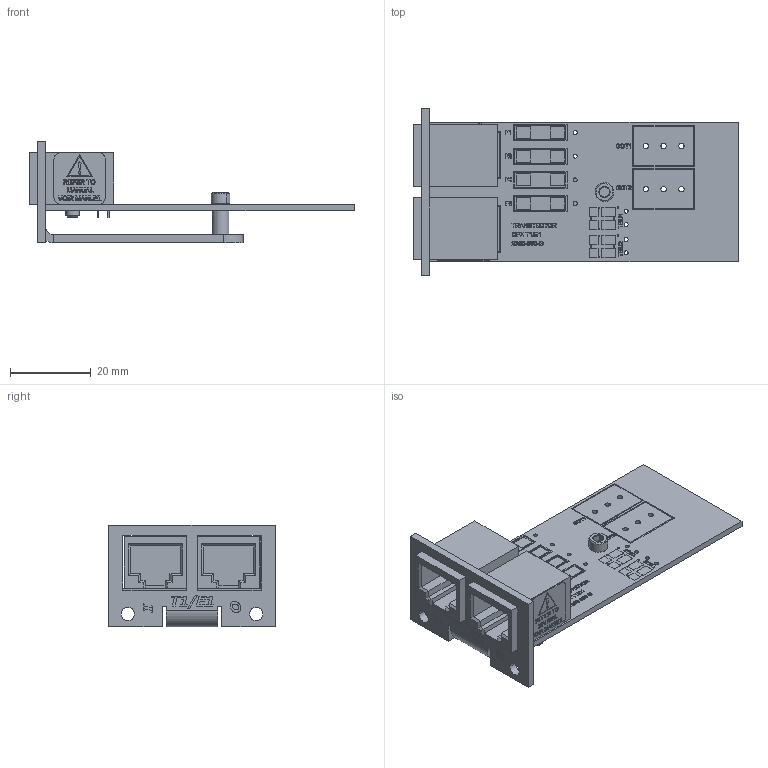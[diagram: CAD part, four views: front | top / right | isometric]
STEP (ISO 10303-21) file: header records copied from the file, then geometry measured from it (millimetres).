
FILE_DESCRIPTION (( 'STEP AP214' ), '1' );
FILE_NAME ('1000-1269-E.STEP', '2019-01-17T17:13:28', ( '' ), ( '' ), 'SwSTEP 2.0', 'SolidWorks 2018', '' );
FILE_SCHEMA (( 'AUTOMOTIVE_DESIGN' ));
Length unit declared in the file: inch
Products named in the file (19): 2200-500; 2500-476; 2003-4064; 1000-1269-E; 2004-172^2004-172-3; 2102-311; 2004-172-3; 2250-917; PEM SO-440-10 ZI--S; PEM SO-440-10 ZI--S_PEM SO-440-10 ZI--S; 1600-414
Assembly tree (11 placements, depth 3):
  2003-4064
  2500-476
  2500-476
  2200-500
  1000-1269-E
    2250-917
      2200-500
      2500-476  x2
    2004-172-3
      2004-172^2004-172-3
      PEM SO-440-10 ZI--S_PEM SO-440-10 ZI--S
      1600-414
    2102-311
    2003-4064
Bounding box: 80.14 x 41.27 x 25.17 mm (x, y, z)
Volume: 12410.6 mm3; surface area: 14095.5 mm2
Topology: 40 solids, 40 shells, 2777 faces, 7343 edges, 4849 vertices
Faces by surface type: plane 1854, bspline 661, cylinder 187, cone 75
Entity records: 127477 total; most frequent: CARTESIAN_POINT 45307, ORIENTED_EDGE 14178, DIRECTION 10054, EDGE_CURVE 7089, VECTOR 5342, LINE 5342, VERTEX_POINT 4685, EDGE_LOOP 2966
